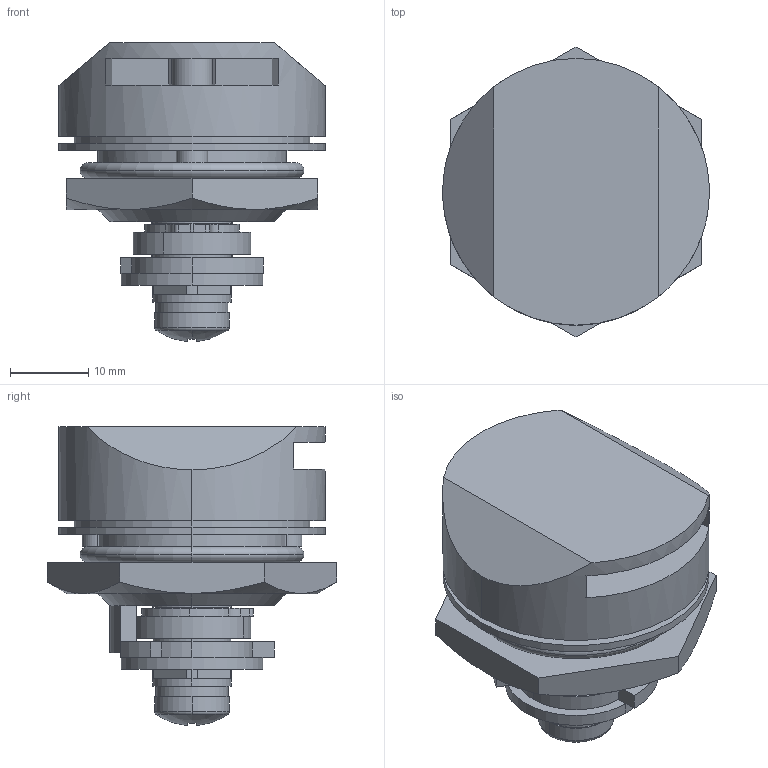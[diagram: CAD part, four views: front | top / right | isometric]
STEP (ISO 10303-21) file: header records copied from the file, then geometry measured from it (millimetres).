
FILE_DESCRIPTION (( 'STEP AP203' ), '1' );
FILE_NAME ('A-1312-3.STEP', '2018-03-15T08:02:07', ( '' ), ( '' ), 'SwSTEP 2.0', 'SolidWorks 2014', '' );
FILE_SCHEMA (( 'CONFIG_CONTROL_DESIGN' ));
Length unit declared in the file: millimetre
Products named in the file (14): A-1312-3_本体; 廫帤寠晅側傋偹偠M5_M5 x 10; A-1312-3_六角ナット; A-1312-3_ねじ_M5×10; A-1312-3_角ワッシャー; A-1312-3_ベース; スプリングワッシャーM5_JIS B 1251 No.2 5; A-1312-3_カラー; φ10用C型止め輪（外部）_JIS B 2804 Shaft use 10; A-1312-3_リングワッシャー; A-1312-3_パッキン; 暯儚僢僔儍乕M5暲娵_M5-冇10-冇5.3亊t1; A-1312-3_回転ストッパー; A-1312-3
Assembly tree (13 placements, depth 3):
  A-1312-3
    A-1312-3_本体
    A-1312-3_ベース
    A-1312-3_パッキン
    A-1312-3_六角ナット
    A-1312-3_カラー
    A-1312-3_回転ストッパー
    A-1312-3_角ワッシャー
    A-1312-3_リングワッシャー
    A-1312-3_ねじ_M5×10
      廫帤寠晅側傋偹偠M5_M5 x 10
      スプリングワッシャーM5_JIS B 1251 No.2 5
      暯儚僢僔儍乕M5暲娵_M5-冇10-冇5.3亊t1
    φ10用C型止め輪（外部）_JIS B 2804 Shaft use 10
Bounding box: 34 x 36.95 x 38.07 mm (x, y, z)
Volume: 16820.5 mm3; surface area: 14880.2 mm2
Topology: 12 solids, 12 shells, 198 faces, 473 edges, 312 vertices
Faces by surface type: plane 97, cylinder 89, torus 6, cone 4, sphere 2
Entity records: 7428 total; most frequent: DIRECTION 1118, CARTESIAN_POINT 1084, ORIENTED_EDGE 946, EDGE_CURVE 473, AXIS2_PLACEMENT_3D 442, VERTEX_POINT 312, VECTOR 234, LINE 234
